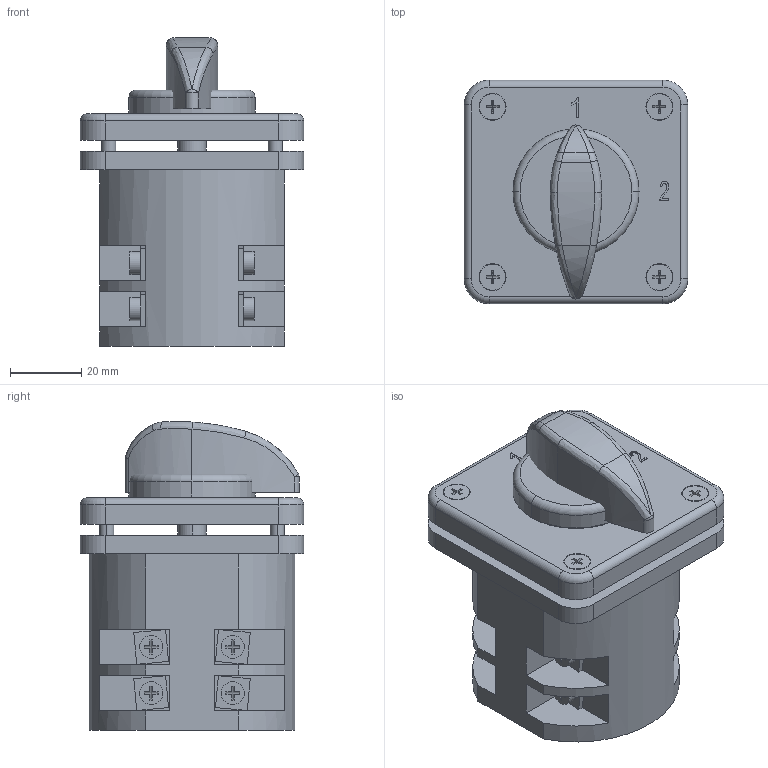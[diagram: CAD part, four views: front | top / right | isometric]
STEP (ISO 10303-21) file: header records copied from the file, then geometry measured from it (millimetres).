
FILE_DESCRIPTION (( 'STEP AP214' ), '1' );
FILE_NAME ('BCS12-032-3 Ïåðåêëþ÷àòåëü êóëà÷êîâûé ÏÊÏ32-22_Î 32À 1-2 2Ð_400Â.STEP', '2017-12-13T11:47:36', ( '' ), ( '' ), 'SwSTEP 2.0', 'SolidWorks 2014', '' );
FILE_SCHEMA (( 'AUTOMOTIVE_DESIGN' ));
Length unit declared in the file: millimetre
Products named in the file (1): BCS12-032-3 Ïåðåêëþ÷àòåëü êóëà÷êîâûé ÏÊÏ32-22_Î 32À  1-2  2Ð_400Â
Bounding box: 63 x 63 x 86.98 mm (x, y, z)
Volume: 179223.5 mm3; surface area: 36550.1 mm2
Topology: 6 solids, 6 shells, 376 faces, 883 edges, 560 vertices
Faces by surface type: plane 269, cylinder 78, bspline 21, torus 6, sphere 2
Entity records: 11522 total; most frequent: CARTESIAN_POINT 2827, ORIENTED_EDGE 1758, DIRECTION 1729, EDGE_CURVE 879, VECTOR 657, LINE 657, VERTEX_POINT 558, AXIS2_PLACEMENT_3D 536
